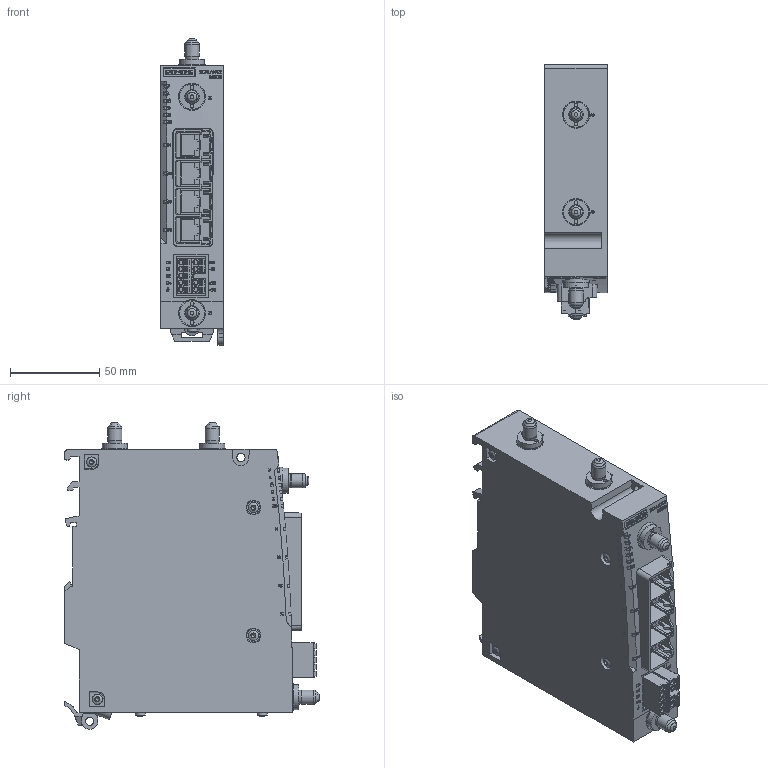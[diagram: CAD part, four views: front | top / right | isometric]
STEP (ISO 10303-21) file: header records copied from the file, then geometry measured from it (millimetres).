
FILE_DESCRIPTION(/* description */ (''),/* implementation_level */ '2;1');
FILE_NAME(/* name */ '1964_6GK5853-2EA10-2AA1_3d.stp',/* time_stamp */ '2023-10-03T14:31:34+02:00',/* author */ (''),/* organization */ (''),/* preprocessor_version */ 'ST-DEVELOPER v18.102',/* originating_system */ 'SIEMENS PLM Software NX 2023',/* authorisation */ '');
FILE_SCHEMA (('AUTOMOTIVE_DESIGN { 1 0 10303 214 3 1 1 1 }'));
Products named in the file (5): Labeling; Caps; Plugs; Body; 1965_6GK5853-2EA10-2BA1
Assembly tree (4 placements, depth 2):
  1965_6GK5853-2EA10-2BA1
    Body
    Plugs
    Caps
    Labeling
Bounding box: 35.01 x 142.3 x 171.5 mm (x, y, z)
Volume: 601062.8 mm3; surface area: 79810.3 mm2
Topology: 8 solids, 86 shells, 2083 faces, 5895 edges, 4032 vertices
Faces by surface type: plane 1449, cylinder 503, cone 70, torus 32, bspline 16, sphere 11, extrusion 2
Full cylindrical faces by diameter (mm): 1 x4, 1.6 x6, 2.2 x8, 2.862 x1, 3 x12, 4 x1, 4.6 x6, 5.6 x8, 6.3 x4, 6.359 x4, 8 x4, 8.227 x1, 14 x4, 14.978 x1, 15.04 x1
Entity records: 84484 total; most frequent: CARTESIAN_POINT 16101, DIRECTION 10881, ORIENTED_EDGE 10724, EDGE_CURVE 5658, VECTOR 4139, LINE 4137, VERTEX_POINT 3951, AXIS2_PLACEMENT_3D 3371
